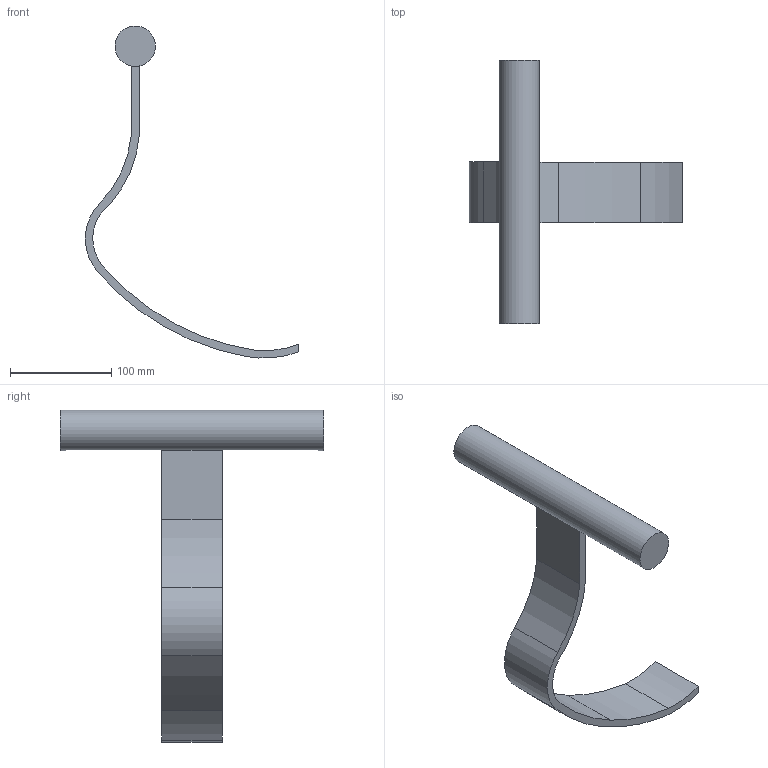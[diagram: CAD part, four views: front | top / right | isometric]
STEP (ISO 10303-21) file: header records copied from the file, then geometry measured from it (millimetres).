
FILE_DESCRIPTION(/* description */ ('STEP AP203'),/* implementation_level */ '2;1');
FILE_NAME(/* name */ 'blade.step',/* time_stamp */ '2024-10-27T19:15:40-07:00',/* author */ (''),/* organization */ (''),/* preprocessor_version */ 'ST-DEVELOPER v20',/* originating_system */ 'Autodesk Translation Framework v13.20.0.188',/* authorisation */ '');
FILE_SCHEMA (('AUTOMOTIVE_DESIGN { 1 0 10303 214 3 1 1 }'));
Length unit declared in the file: millimetre
Products named in the file (2): simple blade 3d; Component1
Assembly tree (1 placements, depth 2):
  simple blade 3d
    Component1
Bounding box: 210.56 x 260 x 327.88 mm (x, y, z)
Volume: 526946.7 mm3; surface area: 94326.3 mm2
Topology: 1 solids, 1 shells, 18 faces, 45 edges, 30 vertices
Faces by surface type: cylinder 11, plane 7
Full cylindrical faces by diameter (mm): 40 x1
Entity records: 606 total; most frequent: DIRECTION 111, CARTESIAN_POINT 96, ORIENTED_EDGE 90, EDGE_CURVE 45, AXIS2_PLACEMENT_3D 45, VERTEX_POINT 30, CIRCLE 24, LINE 21
